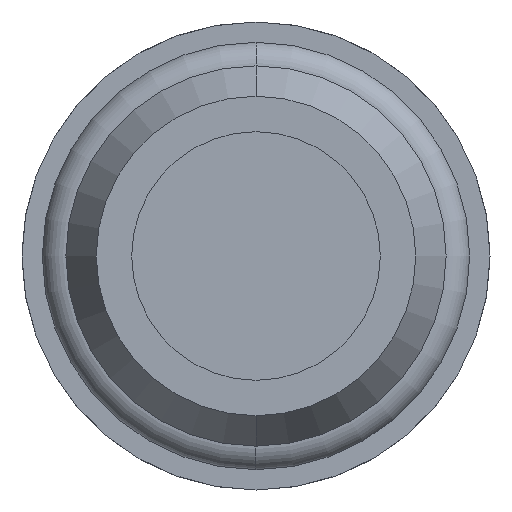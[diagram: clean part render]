
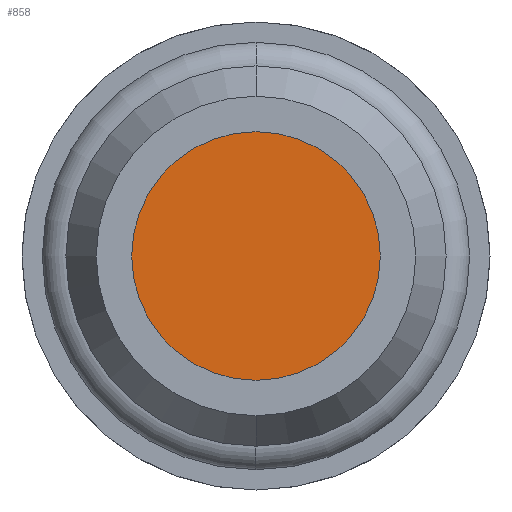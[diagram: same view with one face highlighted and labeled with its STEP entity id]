
A CAD part, front view. The second image highlights one B-rep face of the part: STEP entity #858.
In plain terms, the highlighted planar face has unit normal (0, -1, 0).
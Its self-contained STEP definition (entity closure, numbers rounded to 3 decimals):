
#2 = VERTEX_POINT ( 'NONE', #893 ) ;
#7 = EDGE_CURVE ( 'NONE', #15, #2, #889, .T. ) ;
#15 = VERTEX_POINT ( 'NONE', #897 ) ;
#774 = EDGE_LOOP ( 'NONE', ( #857, #802 ) ) ;
#801 = EDGE_CURVE ( 'NONE', #2, #15, #2673, .T. ) ;
#802 = ORIENTED_EDGE ( 'NONE', *, *, #7, .T. ) ;
#857 = ORIENTED_EDGE ( 'NONE', *, *, #801, .T. ) ;
#858 = ADVANCED_FACE ( 'NONE', ( #2702 ), #2704, .F. ) ;
#872 = AXIS2_PLACEMENT_3D ( 'NONE', #891, #898, #901 ) ;
#889 = CIRCLE ( 'NONE', #872, 4.25 ) ;
#891 = CARTESIAN_POINT ( 'NONE',  ( 0., 2.7, 0. ) ) ;
#893 = CARTESIAN_POINT ( 'NONE',  ( 0., 2.7, -4.25 ) ) ;
#897 = CARTESIAN_POINT ( 'NONE',  ( 0., 2.7, 4.25 ) ) ;
#898 = DIRECTION ( 'NONE',  ( 0., -1., 0. ) ) ;
#901 = DIRECTION ( 'NONE',  ( 0., 0., -1. ) ) ;
#2670 = DIRECTION ( 'NONE',  ( 0., 0., -1. ) ) ;
#2671 = DIRECTION ( 'NONE',  ( 0., -1., 0. ) ) ;
#2672 = AXIS2_PLACEMENT_3D ( 'NONE', #2694, #2671, #2670 ) ;
#2673 = CIRCLE ( 'NONE', #2672, 4.25 ) ;
#2694 = CARTESIAN_POINT ( 'NONE',  ( 0., 2.7, 0. ) ) ;
#2702 = FACE_OUTER_BOUND ( 'NONE', #774, .T. ) ;
#2704 = PLANE ( 'NONE',  #2757 ) ;
#2754 = DIRECTION ( 'NONE',  ( 0., 0., 1. ) ) ;
#2755 = DIRECTION ( 'NONE',  ( 0., 1., 0. ) ) ;
#2756 = CARTESIAN_POINT ( 'NONE',  ( -4.25, 2.7, 0. ) ) ;
#2757 = AXIS2_PLACEMENT_3D ( 'NONE', #2756, #2755, #2754 ) ;
